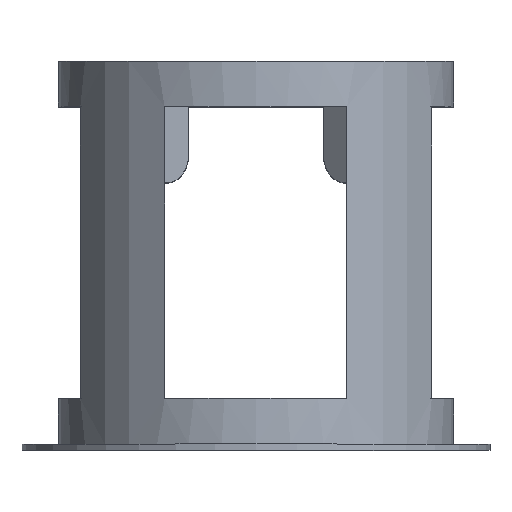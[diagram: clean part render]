
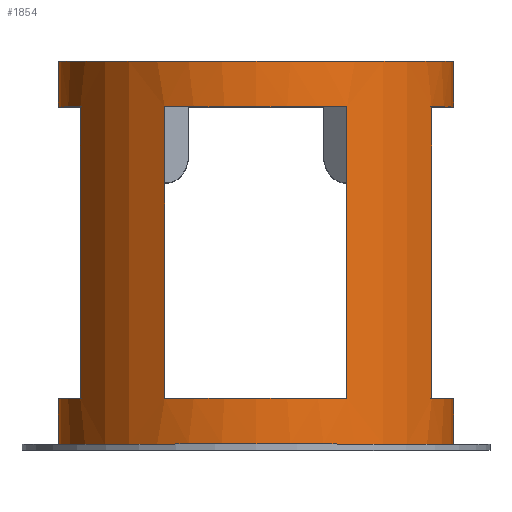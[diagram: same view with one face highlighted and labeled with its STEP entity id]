
A CAD part, top view. The second image highlights one B-rep face of the part: STEP entity #1854.
In plain terms, the highlighted cylindrical face has radius 32.5 mm (diameter 65 mm), a full revolution.
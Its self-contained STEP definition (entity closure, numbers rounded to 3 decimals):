
#80=FACE_BOUND('',#364,.T.);
#81=FACE_BOUND('',#365,.T.);
#82=FACE_BOUND('',#366,.T.);
#222=FACE_OUTER_BOUND('',#363,.T.);
#363=EDGE_LOOP('',(#1673,#1674,#1675,#1676,#1677,#1678,#1679,#1680,#1681,
#1682,#1683,#1684));
#364=EDGE_LOOP('',(#1685,#1686,#1687,#1688));
#365=EDGE_LOOP('',(#1689,#1690,#1691,#1692));
#366=EDGE_LOOP('',(#1693,#1694,#1695,#1696));
#495=LINE('',#3023,#653);
#499=LINE('',#3032,#657);
#505=LINE('',#3054,#663);
#507=LINE('',#3059,#665);
#514=LINE('',#3090,#672);
#518=LINE('',#3097,#676);
#520=LINE('',#3102,#678);
#524=LINE('',#3119,#682);
#527=LINE('',#3134,#685);
#528=LINE('',#3136,#686);
#653=VECTOR('',#2487,10.);
#657=VECTOR('',#2493,10.);
#663=VECTOR('',#2519,10.);
#665=VECTOR('',#2523,10.);
#672=VECTOR('',#2554,10.);
#676=VECTOR('',#2560,10.);
#678=VECTOR('',#2564,10.);
#682=VECTOR('',#2586,10.);
#685=VECTOR('',#2607,32.5);
#686=VECTOR('',#2608,32.5);
#760=CIRCLE('',#2029,32.5);
#762=CIRCLE('',#2032,32.5);
#764=CIRCLE('',#2035,32.5);
#766=CIRCLE('',#2040,32.5);
#768=CIRCLE('',#2043,32.5);
#769=CIRCLE('',#2044,32.5);
#772=CIRCLE('',#2048,32.5);
#774=CIRCLE('',#2054,32.5);
#775=CIRCLE('',#2055,32.5);
#778=CIRCLE('',#2059,32.5);
#785=CIRCLE('',#2069,32.5);
#786=CIRCLE('',#2070,32.5);
#921=VERTEX_POINT('',#3020);
#922=VERTEX_POINT('',#3022);
#925=VERTEX_POINT('',#3029);
#926=VERTEX_POINT('',#3031);
#928=VERTEX_POINT('',#3037);
#930=VERTEX_POINT('',#3043);
#932=VERTEX_POINT('',#3049);
#934=VERTEX_POINT('',#3058);
#937=VERTEX_POINT('',#3068);
#938=VERTEX_POINT('',#3070);
#939=VERTEX_POINT('',#3072);
#943=VERTEX_POINT('',#3081);
#944=VERTEX_POINT('',#3083);
#946=VERTEX_POINT('',#3089);
#948=VERTEX_POINT('',#3095);
#950=VERTEX_POINT('',#3101);
#952=VERTEX_POINT('',#3107);
#954=VERTEX_POINT('',#3114);
#957=VERTEX_POINT('',#3132);
#958=VERTEX_POINT('',#3135);
#1155=EDGE_CURVE('',#922,#921,#495,.T.);
#1159=EDGE_CURVE('',#926,#925,#499,.T.);
#1162=EDGE_CURVE('',#928,#922,#760,.T.);
#1166=EDGE_CURVE('',#921,#930,#762,.T.);
#1168=EDGE_CURVE('',#932,#926,#764,.T.);
#1171=EDGE_CURVE('',#930,#928,#505,.T.);
#1173=EDGE_CURVE('',#934,#932,#507,.T.);
#1176=EDGE_CURVE('',#925,#934,#766,.T.);
#1179=EDGE_CURVE('',#938,#937,#768,.T.);
#1180=EDGE_CURVE('',#939,#938,#769,.T.);
#1185=EDGE_CURVE('',#944,#943,#772,.T.);
#1188=EDGE_CURVE('',#946,#939,#514,.T.);
#1192=EDGE_CURVE('',#937,#948,#518,.T.);
#1194=EDGE_CURVE('',#950,#944,#520,.T.);
#1197=EDGE_CURVE('',#952,#946,#774,.T.);
#1198=EDGE_CURVE('',#948,#952,#775,.T.);
#1201=EDGE_CURVE('',#954,#950,#778,.T.);
#1204=EDGE_CURVE('',#943,#954,#524,.T.);
#1213=EDGE_CURVE('',#957,#957,#785,.T.);
#1214=EDGE_CURVE('',#957,#938,#527,.T.);
#1215=EDGE_CURVE('',#952,#958,#528,.T.);
#1216=EDGE_CURVE('',#958,#958,#786,.T.);
#1673=ORIENTED_EDGE('',*,*,#1213,.F.);
#1674=ORIENTED_EDGE('',*,*,#1214,.T.);
#1675=ORIENTED_EDGE('',*,*,#1179,.T.);
#1676=ORIENTED_EDGE('',*,*,#1192,.T.);
#1677=ORIENTED_EDGE('',*,*,#1198,.T.);
#1678=ORIENTED_EDGE('',*,*,#1215,.T.);
#1679=ORIENTED_EDGE('',*,*,#1216,.F.);
#1680=ORIENTED_EDGE('',*,*,#1215,.F.);
#1681=ORIENTED_EDGE('',*,*,#1197,.T.);
#1682=ORIENTED_EDGE('',*,*,#1188,.T.);
#1683=ORIENTED_EDGE('',*,*,#1180,.T.);
#1684=ORIENTED_EDGE('',*,*,#1214,.F.);
#1685=ORIENTED_EDGE('',*,*,#1173,.T.);
#1686=ORIENTED_EDGE('',*,*,#1168,.T.);
#1687=ORIENTED_EDGE('',*,*,#1159,.T.);
#1688=ORIENTED_EDGE('',*,*,#1176,.T.);
#1689=ORIENTED_EDGE('',*,*,#1171,.T.);
#1690=ORIENTED_EDGE('',*,*,#1162,.T.);
#1691=ORIENTED_EDGE('',*,*,#1155,.T.);
#1692=ORIENTED_EDGE('',*,*,#1166,.T.);
#1693=ORIENTED_EDGE('',*,*,#1201,.T.);
#1694=ORIENTED_EDGE('',*,*,#1194,.T.);
#1695=ORIENTED_EDGE('',*,*,#1185,.T.);
#1696=ORIENTED_EDGE('',*,*,#1204,.T.);
#1768=CYLINDRICAL_SURFACE('',#2068,32.5);
#1854=ADVANCED_FACE('',(#222,#80,#81,#82),#1768,.T.);
#2029=AXIS2_PLACEMENT_3D('',#3038,#2499,#2500);
#2032=AXIS2_PLACEMENT_3D('',#3045,#2507,#2508);
#2035=AXIS2_PLACEMENT_3D('',#3050,#2513,#2514);
#2040=AXIS2_PLACEMENT_3D('',#3063,#2529,#2530);
#2043=AXIS2_PLACEMENT_3D('',#3071,#2536,#2537);
#2044=AXIS2_PLACEMENT_3D('',#3073,#2538,#2539);
#2048=AXIS2_PLACEMENT_3D('',#3084,#2548,#2549);
#2054=AXIS2_PLACEMENT_3D('',#3108,#2570,#2571);
#2055=AXIS2_PLACEMENT_3D('',#3109,#2572,#2573);
#2059=AXIS2_PLACEMENT_3D('',#3115,#2580,#2581);
#2068=AXIS2_PLACEMENT_3D('',#3131,#2603,#2604);
#2069=AXIS2_PLACEMENT_3D('',#3133,#2605,#2606);
#2070=AXIS2_PLACEMENT_3D('',#3137,#2609,#2610);
#2487=DIRECTION('',(0.,-1.,0.));
#2493=DIRECTION('',(0.,1.,0.));
#2499=DIRECTION('center_axis',(0.,1.,0.));
#2500=DIRECTION('ref_axis',(1.,0.,0.));
#2507=DIRECTION('center_axis',(0.,-1.,0.));
#2508=DIRECTION('ref_axis',(1.,0.,0.));
#2513=DIRECTION('center_axis',(0.,-1.,0.));
#2514=DIRECTION('ref_axis',(1.,0.,0.));
#2519=DIRECTION('',(0.,1.,0.));
#2523=DIRECTION('',(0.,-1.,0.));
#2529=DIRECTION('center_axis',(0.,1.,0.));
#2530=DIRECTION('ref_axis',(1.,0.,0.));
#2536=DIRECTION('center_axis',(0.,1.,0.));
#2537=DIRECTION('ref_axis',(1.,0.,0.));
#2538=DIRECTION('center_axis',(0.,1.,0.));
#2539=DIRECTION('ref_axis',(1.,0.,0.));
#2548=DIRECTION('center_axis',(0.,1.,0.));
#2549=DIRECTION('ref_axis',(1.,0.,0.));
#2554=DIRECTION('',(0.,1.,0.));
#2560=DIRECTION('',(0.,-1.,0.));
#2564=DIRECTION('',(0.,1.,0.));
#2570=DIRECTION('center_axis',(0.,-1.,0.));
#2571=DIRECTION('ref_axis',(1.,0.,0.));
#2572=DIRECTION('center_axis',(0.,-1.,0.));
#2573=DIRECTION('ref_axis',(1.,0.,0.));
#2580=DIRECTION('center_axis',(0.,-1.,0.));
#2581=DIRECTION('ref_axis',(1.,0.,0.));
#2586=DIRECTION('',(0.,-1.,0.));
#2603=DIRECTION('center_axis',(0.,1.,0.));
#2604=DIRECTION('ref_axis',(1.,0.,0.));
#2605=DIRECTION('center_axis',(0.,1.,0.));
#2606=DIRECTION('ref_axis',(1.,0.,0.));
#2607=DIRECTION('',(0.,-1.,0.));
#2608=DIRECTION('',(0.,-1.,0.));
#2609=DIRECTION('center_axis',(0.,-1.,0.));
#2610=DIRECTION('ref_axis',(1.,0.,0.));
#3020=CARTESIAN_POINT('',(64.969,8.5,78.847));
#3022=CARTESIAN_POINT('',(64.969,56.5,78.847));
#3023=CARTESIAN_POINT('',(64.969,1.,78.847));
#3029=CARTESIAN_POINT('',(64.969,56.5,21.153));
#3031=CARTESIAN_POINT('',(64.969,8.5,21.153));
#3032=CARTESIAN_POINT('',(64.969,1.,21.153));
#3037=CARTESIAN_POINT('',(34.969,56.5,78.815));
#3038=CARTESIAN_POINT('Origin',(50.,56.5,50.));
#3043=CARTESIAN_POINT('',(34.969,8.5,78.815));
#3045=CARTESIAN_POINT('Origin',(50.,8.5,50.));
#3049=CARTESIAN_POINT('',(34.969,8.5,21.185));
#3050=CARTESIAN_POINT('Origin',(50.,8.5,50.));
#3054=CARTESIAN_POINT('',(34.969,1.,78.815));
#3058=CARTESIAN_POINT('',(34.969,56.5,21.185));
#3059=CARTESIAN_POINT('',(34.969,1.,21.185));
#3063=CARTESIAN_POINT('Origin',(50.,56.5,50.));
#3068=CARTESIAN_POINT('',(21.088,56.5,64.843));
#3070=CARTESIAN_POINT('',(17.5,56.5,50.));
#3071=CARTESIAN_POINT('Origin',(50.,56.5,50.));
#3072=CARTESIAN_POINT('',(21.251,56.5,34.843));
#3073=CARTESIAN_POINT('Origin',(50.,56.5,50.));
#3081=CARTESIAN_POINT('',(78.749,56.5,34.843));
#3083=CARTESIAN_POINT('',(78.912,56.5,64.843));
#3084=CARTESIAN_POINT('Origin',(50.,56.5,50.));
#3089=CARTESIAN_POINT('',(21.251,8.5,34.843));
#3090=CARTESIAN_POINT('',(21.251,1.,34.843));
#3095=CARTESIAN_POINT('',(21.088,8.5,64.843));
#3097=CARTESIAN_POINT('',(21.088,32.5,64.843));
#3101=CARTESIAN_POINT('',(78.912,8.5,64.843));
#3102=CARTESIAN_POINT('',(78.912,32.5,64.843));
#3107=CARTESIAN_POINT('',(17.5,8.5,50.));
#3108=CARTESIAN_POINT('Origin',(50.,8.5,50.));
#3109=CARTESIAN_POINT('Origin',(50.,8.5,50.));
#3114=CARTESIAN_POINT('',(78.749,8.5,34.843));
#3115=CARTESIAN_POINT('Origin',(50.,8.5,50.));
#3119=CARTESIAN_POINT('',(78.749,1.,34.843));
#3131=CARTESIAN_POINT('Origin',(50.,1.,50.));
#3132=CARTESIAN_POINT('',(17.5,64.,50.));
#3133=CARTESIAN_POINT('Origin',(50.,64.,50.));
#3134=CARTESIAN_POINT('',(17.5,1.,50.));
#3135=CARTESIAN_POINT('',(17.5,1.,50.));
#3136=CARTESIAN_POINT('',(17.5,1.,50.));
#3137=CARTESIAN_POINT('Origin',(50.,1.,50.));
